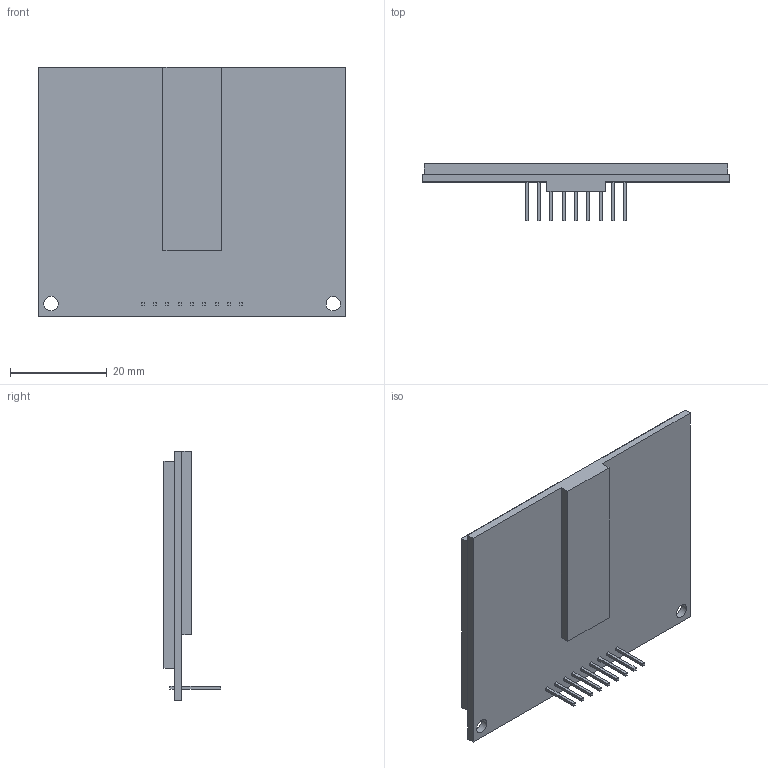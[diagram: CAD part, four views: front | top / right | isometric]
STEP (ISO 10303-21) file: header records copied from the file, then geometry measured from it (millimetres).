
FILE_DESCRIPTION(/* description */ (''),/* implementation_level */ '2;1');
FILE_NAME(/* name */ 'Sharpmem.step',/* time_stamp */ '2022-04-11T14:03:31-04:00',/* author */ (''),/* organization */ (''),/* preprocessor_version */ 'ST-DEVELOPER v18.1',/* originating_system */ 'Autodesk Translation Framework v10.14.0.1471',/* authorisation */ '');
FILE_SCHEMA (('AUTOMOTIVE_DESIGN { 1 0 10303 214 3 1 1 }'));
Length unit declared in the file: millimetre
Products named in the file (1): Sharpmem
Bounding box: 63.5 x 11.8 x 51.6 mm (x, y, z)
Volume: 11946.8 mm3; surface area: 11905.9 mm2
Topology: 2 solids, 2 shells, 113 faces, 270 edges, 180 vertices
Faces by surface type: plane 111, cylinder 2
Full cylindrical faces by diameter (mm): 3 x2
Entity records: 3262 total; most frequent: CARTESIAN_POINT 564, ORIENTED_EDGE 540, DIRECTION 502, EDGE_CURVE 270, LINE 266, VECTOR 266, VERTEX_POINT 180, EDGE_LOOP 136
